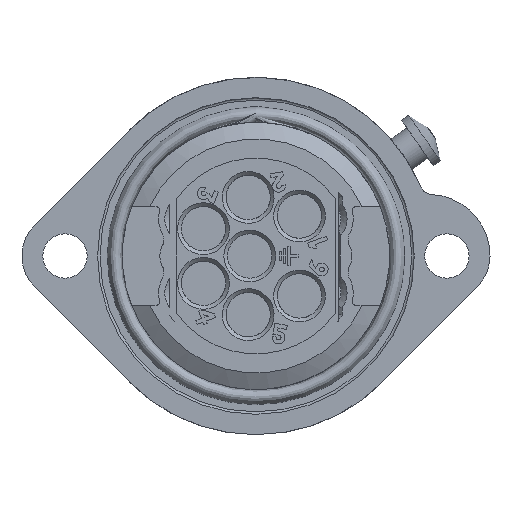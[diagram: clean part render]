
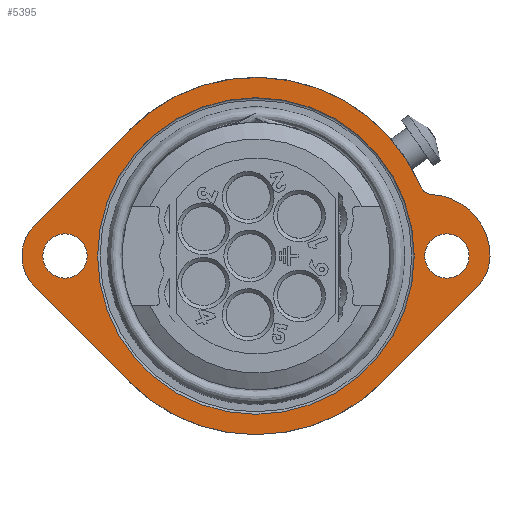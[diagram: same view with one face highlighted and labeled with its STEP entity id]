
A CAD part, left-side view. The second image highlights one B-rep face of the part: STEP entity #5395.
In plain terms, the highlighted planar face has unit normal (-1, 0, 0).
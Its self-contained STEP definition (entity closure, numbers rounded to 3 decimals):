
#391=FACE_BOUND('',#7344,.T.);
#392=FACE_BOUND('',#7345,.T.);
#393=FACE_BOUND('',#7346,.T.);
#394=FACE_BOUND('',#7347,.T.);
#862=PLANE('',#18371);
#1797=LINE('',#24641,#3718);
#1808=LINE('',#24820,#3729);
#1815=LINE('',#24888,#3736);
#3718=VECTOR('',#19751,1.);
#3729=VECTOR('',#19822,1.);
#3736=VECTOR('',#19865,1.);
#5395=ADVANCED_FACE('',(#391,#392,#393,#394),#862,.T.);
#7344=EDGE_LOOP('',(#8977));
#7345=EDGE_LOOP('',(#8978));
#7346=EDGE_LOOP('',(#8979));
#7347=EDGE_LOOP('',(#8980,#8981,#8982,#8983,#8984,#8985,#8986,#8987,#8988,
#8989));
#8977=ORIENTED_EDGE('',*,*,#15816,.T.);
#8978=ORIENTED_EDGE('',*,*,#15799,.T.);
#8979=ORIENTED_EDGE('',*,*,#15803,.T.);
#8980=ORIENTED_EDGE('',*,*,#15864,.T.);
#8981=ORIENTED_EDGE('',*,*,#15861,.T.);
#8982=ORIENTED_EDGE('',*,*,#15859,.T.);
#8983=ORIENTED_EDGE('',*,*,#15853,.T.);
#8984=ORIENTED_EDGE('',*,*,#15845,.T.);
#8985=ORIENTED_EDGE('',*,*,#15849,.T.);
#8986=ORIENTED_EDGE('',*,*,#15865,.T.);
#8987=ORIENTED_EDGE('',*,*,#15866,.T.);
#8988=ORIENTED_EDGE('',*,*,#15806,.T.);
#8989=ORIENTED_EDGE('',*,*,#15810,.T.);
#14062=VERTEX_POINT('',#24623);
#14066=VERTEX_POINT('',#24634);
#14069=VERTEX_POINT('',#24640);
#14070=VERTEX_POINT('',#24642);
#14072=VERTEX_POINT('',#24648);
#14078=VERTEX_POINT('',#24679);
#14102=VERTEX_POINT('',#24819);
#14103=VERTEX_POINT('',#24821);
#14105=VERTEX_POINT('',#24827);
#14106=VERTEX_POINT('',#24863);
#14110=VERTEX_POINT('',#24876);
#14112=VERTEX_POINT('',#24882);
#14113=VERTEX_POINT('',#24889);
#15799=EDGE_CURVE('',#14062,#14062,#18009,.T.);
#15803=EDGE_CURVE('',#14066,#14066,#18013,.T.);
#15806=EDGE_CURVE('',#14070,#14069,#1797,.T.);
#15810=EDGE_CURVE('',#14069,#14072,#18015,.T.);
#15816=EDGE_CURVE('',#14078,#14078,#18020,.T.);
#15845=EDGE_CURVE('',#14103,#14102,#1808,.T.);
#15849=EDGE_CURVE('',#14102,#14105,#18032,.T.);
#15853=EDGE_CURVE('',#14106,#14103,#18035,.T.);
#15859=EDGE_CURVE('',#14110,#14106,#18037,.T.);
#15861=EDGE_CURVE('',#14112,#14110,#18039,.T.);
#15864=EDGE_CURVE('',#14072,#14112,#18041,.T.);
#15865=EDGE_CURVE('',#14105,#14113,#1815,.T.);
#15866=EDGE_CURVE('',#14113,#14070,#18042,.T.);
#18009=CIRCLE('',#18313,1.8);
#18013=CIRCLE('',#18320,12.85);
#18015=CIRCLE('',#18324,3.5);
#18020=CIRCLE('',#18335,1.8);
#18032=CIRCLE('',#18354,3.5);
#18035=CIRCLE('',#18359,14.5);
#18037=CIRCLE('',#18362,4.);
#18039=CIRCLE('',#18365,1.);
#18041=CIRCLE('',#18368,5.);
#18042=CIRCLE('',#18370,14.5);
#18313=AXIS2_PLACEMENT_3D('',#24622,#19731,#19732);
#18320=AXIS2_PLACEMENT_3D('',#24633,#19745,#19746);
#18324=AXIS2_PLACEMENT_3D('',#24649,#19758,#19759);
#18335=AXIS2_PLACEMENT_3D('',#24678,#19780,#19781);
#18354=AXIS2_PLACEMENT_3D('',#24828,#19829,#19830);
#18359=AXIS2_PLACEMENT_3D('',#24862,#19839,#19840);
#18362=AXIS2_PLACEMENT_3D('',#24877,#19848,#19849);
#18365=AXIS2_PLACEMENT_3D('',#24881,#19854,#19855);
#18368=AXIS2_PLACEMENT_3D('',#24886,#19861,#19862);
#18370=AXIS2_PLACEMENT_3D('',#24890,#19866,#19867);
#18371=AXIS2_PLACEMENT_3D('',#24891,#19868,#19869);
#19731=DIRECTION('',(1.,0.,0.));
#19732=DIRECTION('',(0.,1.,0.));
#19745=DIRECTION('',(1.,0.,0.));
#19746=DIRECTION('',(0.,-1.,0.));
#19751=DIRECTION('',(0.,-0.705,0.71));
#19758=DIRECTION('',(-1.,0.,0.));
#19759=DIRECTION('',(0.,-0.71,-0.705));
#19780=DIRECTION('',(1.,0.,0.));
#19781=DIRECTION('',(0.,1.,0.));
#19822=DIRECTION('',(0.,0.705,-0.71));
#19829=DIRECTION('',(-1.,0.,0.));
#19830=DIRECTION('',(0.,0.71,0.705));
#19839=DIRECTION('',(-1.,0.,0.));
#19840=DIRECTION('',(0.,-0.918,0.397));
#19848=DIRECTION('',(1.,0.,0.));
#19849=DIRECTION('',(0.,0.891,-0.454));
#19854=DIRECTION('',(1.,0.,0.));
#19855=DIRECTION('',(0.,0.05,-0.999));
#19861=DIRECTION('',(-1.,0.,0.));
#19862=DIRECTION('',(0.,-1.,0.));
#19865=DIRECTION('',(0.,-0.705,-0.71));
#19866=DIRECTION('',(-1.,0.,0.));
#19867=DIRECTION('',(0.,0.71,-0.705));
#19868=DIRECTION('',(-1.,0.,0.));
#19869=DIRECTION('',(0.,1.,0.));
#24622=CARTESIAN_POINT('',(8.3,-15.5,0.));
#24623=CARTESIAN_POINT('',(8.3,-13.7,0.));
#24633=CARTESIAN_POINT('',(8.3,0.,0.));
#24634=CARTESIAN_POINT('',(8.3,-12.85,0.));
#24640=CARTESIAN_POINT('',(8.3,-17.984,-2.466));
#24641=CARTESIAN_POINT('',(8.3,-10.29,-10.216));
#24642=CARTESIAN_POINT('',(8.3,-10.29,-10.216));
#24648=CARTESIAN_POINT('',(8.3,-19.,0.));
#24649=CARTESIAN_POINT('',(8.3,-15.5,0.));
#24678=CARTESIAN_POINT('',(8.3,15.5,0.));
#24679=CARTESIAN_POINT('',(8.3,17.3,0.));
#24819=CARTESIAN_POINT('',(8.3,17.984,2.466));
#24820=CARTESIAN_POINT('',(8.3,10.29,10.216));
#24821=CARTESIAN_POINT('',(8.3,10.29,10.216));
#24827=CARTESIAN_POINT('',(8.3,17.984,-2.466));
#24828=CARTESIAN_POINT('',(8.3,15.5,0.));
#24862=CARTESIAN_POINT('',(8.3,0.,0.));
#24863=CARTESIAN_POINT('',(8.3,-13.305,5.763));
#24876=CARTESIAN_POINT('',(8.3,-13.411,5.539));
#24877=CARTESIAN_POINT('',(8.3,-16.976,7.353));
#24881=CARTESIAN_POINT('',(8.3,-14.302,5.992));
#24882=CARTESIAN_POINT('',(8.3,-14.252,4.994));
#24886=CARTESIAN_POINT('',(8.3,-14.,0.));
#24888=CARTESIAN_POINT('',(8.3,17.984,-2.466));
#24889=CARTESIAN_POINT('',(8.3,10.29,-10.216));
#24890=CARTESIAN_POINT('',(8.3,0.,0.));
#24891=CARTESIAN_POINT('',(8.3,-19.485,16.15));
